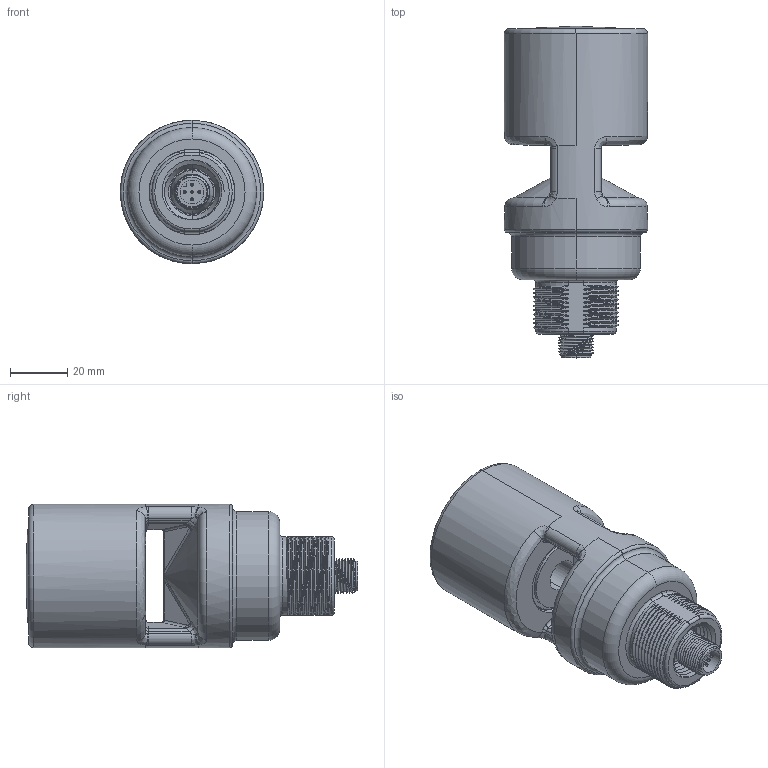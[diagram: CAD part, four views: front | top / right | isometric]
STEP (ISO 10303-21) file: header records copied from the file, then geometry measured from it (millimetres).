
FILE_DESCRIPTION((''),'2;1');
FILE_NAME('173301_SM01_ASM','2025-06-09T13:40:20',('banengservice'),('BANNER ENGINEERING'),'CREO PARAMETRIC BY PTC INC, 2022414','CREO PARAMETRIC BY PTC INC, 2022414','');
FILE_SCHEMA(('CONFIG_CONTROL_DESIGN'));
Length unit declared in the file: millimetre
Products named in the file (2): 173301_EP01; 173301_SM01_ASM
Assembly tree (1 placements, depth 2):
  173301_SM01_ASM
    173301_EP01
Bounding box: 50 x 115.82 x 50 mm (x, y, z)
Volume: 148081.1 mm3; surface area: 27567.6 mm2
Topology: 1 solids, 1 shells, 396 faces, 999 edges, 617 vertices
Faces by surface type: bspline 177, cylinder 138, plane 48, torus 20, cone 11, sphere 2
Entity records: 32711 total; most frequent: CARTESIAN_POINT 24550, ORIENTED_EDGE 1994, DIRECTION 1216, EDGE_CURVE 997, VERTEX_POINT 617, B_SPLINE_CURVE_WITH_KNOTS 466, AXIS2_PLACEMENT_3D 463, EDGE_LOOP 412
